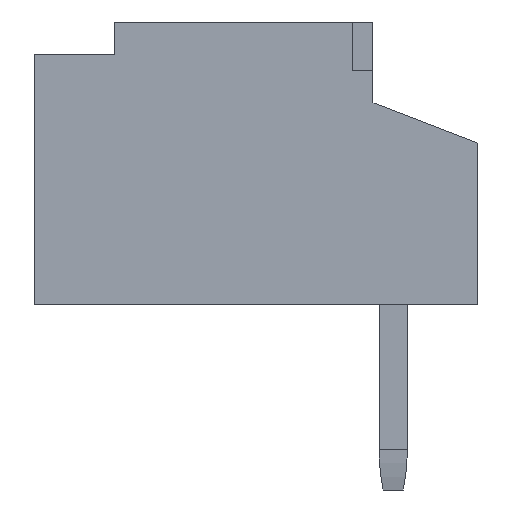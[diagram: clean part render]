
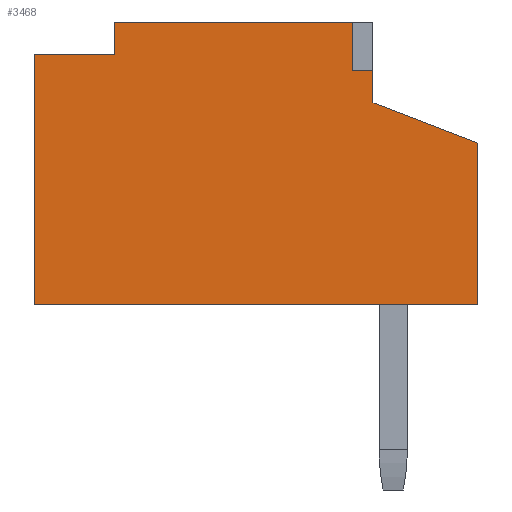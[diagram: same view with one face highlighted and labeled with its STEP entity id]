
A CAD part, left-side view. The second image highlights one B-rep face of the part: STEP entity #3468.
In plain terms, the highlighted planar face has unit normal (-1, 0, 0).
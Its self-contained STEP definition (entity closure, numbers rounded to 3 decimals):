
#9=DIRECTION('',(0.,0.,1.));
#10=VECTOR('',#9,2.);
#11=CARTESIAN_POINT('',(-4.625,-4.525,-1.9));
#12=LINE('',#11,#10);
#25=DIRECTION('',(0.,1.,0.));
#26=VECTOR('',#25,0.25);
#27=CARTESIAN_POINT('',(-4.625,-3.225,1.));
#28=LINE('',#27,#26);
#29=DIRECTION('',(0.,0.,-1.));
#30=VECTOR('',#29,0.4);
#31=CARTESIAN_POINT('',(-4.625,-3.225,1.));
#32=LINE('',#31,#30);
#33=DIRECTION('',(0.,0.933,0.359));
#34=VECTOR('',#33,1.393);
#35=CARTESIAN_POINT('',(-4.625,-4.525,0.1));
#36=LINE('',#35,#34);
#37=DIRECTION('',(0.,1.,0.));
#38=VECTOR('',#37,5.5);
#39=CARTESIAN_POINT('',(-4.625,-4.525,-1.9));
#40=LINE('',#39,#38);
#41=DIRECTION('',(0.,-1.,0.));
#42=VECTOR('',#41,1.);
#43=CARTESIAN_POINT('',(-4.625,0.975,1.2));
#44=LINE('',#43,#42);
#45=DIRECTION('',(0.,0.,-1.));
#46=VECTOR('',#45,0.4);
#47=CARTESIAN_POINT('',(-4.625,-0.025,1.6));
#48=LINE('',#47,#46);
#49=DIRECTION('',(0.,0.,-1.));
#50=VECTOR('',#49,0.6);
#51=CARTESIAN_POINT('',(-4.625,-2.975,1.6));
#52=LINE('',#51,#50);
#161=DIRECTION('',(0.,1.,0.));
#162=VECTOR('',#161,2.95);
#163=CARTESIAN_POINT('',(-4.625,-2.975,1.6));
#164=LINE('',#163,#162);
#253=DIRECTION('',(0.,0.,1.));
#254=VECTOR('',#253,3.1);
#255=CARTESIAN_POINT('',(-4.625,0.975,-1.9));
#256=LINE('',#255,#254);
#2593=CARTESIAN_POINT('',(-4.625,-4.525,-1.9));
#2594=CARTESIAN_POINT('',(-4.625,0.975,-1.9));
#2595=VERTEX_POINT('',#2593);
#2596=VERTEX_POINT('',#2594);
#2625=CARTESIAN_POINT('',(-4.625,-0.025,1.6));
#2626=CARTESIAN_POINT('',(-4.625,-0.025,1.2));
#2627=VERTEX_POINT('',#2625);
#2628=VERTEX_POINT('',#2626);
#2641=CARTESIAN_POINT('',(-4.625,0.975,1.2));
#2642=VERTEX_POINT('',#2641);
#3129=CARTESIAN_POINT('',(-4.625,-4.525,0.1));
#3131=VERTEX_POINT('',#3129);
#3137=CARTESIAN_POINT('',(-4.625,-3.225,0.6));
#3138=VERTEX_POINT('',#3137);
#3245=CARTESIAN_POINT('',(-4.625,-3.225,1.));
#3246=CARTESIAN_POINT('',(-4.625,-2.975,1.));
#3247=VERTEX_POINT('',#3245);
#3248=VERTEX_POINT('',#3246);
#3259=CARTESIAN_POINT('',(-4.625,-2.975,1.6));
#3260=VERTEX_POINT('',#3259);
#3443=CARTESIAN_POINT('',(-4.625,-4.525,-1.9));
#3444=DIRECTION('',(-1.,0.,0.));
#3445=DIRECTION('',(0.,0.,1.));
#3446=AXIS2_PLACEMENT_3D('',#3443,#3444,#3445);
#3447=PLANE('',#3446);
#3449=ORIENTED_EDGE('',*,*,#3448,.F.);
#3451=ORIENTED_EDGE('',*,*,#3450,.T.);
#3452=ORIENTED_EDGE('',*,*,#3419,.F.);
#3453=ORIENTED_EDGE('',*,*,#3392,.F.);
#3455=ORIENTED_EDGE('',*,*,#3454,.T.);
#3457=ORIENTED_EDGE('',*,*,#3456,.T.);
#3459=ORIENTED_EDGE('',*,*,#3458,.T.);
#3461=ORIENTED_EDGE('',*,*,#3460,.F.);
#3463=ORIENTED_EDGE('',*,*,#3462,.F.);
#3465=ORIENTED_EDGE('',*,*,#3464,.T.);
#3466=EDGE_LOOP('',(#3449,#3451,#3452,#3453,#3455,#3457,#3459,#3461,#3463,
#3465));
#3467=FACE_OUTER_BOUND('',#3466,.F.);
#3468=ADVANCED_FACE('',(#3467),#3447,.T.);
#3392=EDGE_CURVE('',#2595,#3131,#12,.T.);
#3419=EDGE_CURVE('',#3131,#3138,#36,.T.);
#3448=EDGE_CURVE('',#3247,#3248,#28,.T.);
#3450=EDGE_CURVE('',#3247,#3138,#32,.T.);
#3454=EDGE_CURVE('',#2595,#2596,#40,.T.);
#3456=EDGE_CURVE('',#2596,#2642,#256,.T.);
#3458=EDGE_CURVE('',#2642,#2628,#44,.T.);
#3460=EDGE_CURVE('',#2627,#2628,#48,.T.);
#3462=EDGE_CURVE('',#3260,#2627,#164,.T.);
#3464=EDGE_CURVE('',#3260,#3248,#52,.T.);
